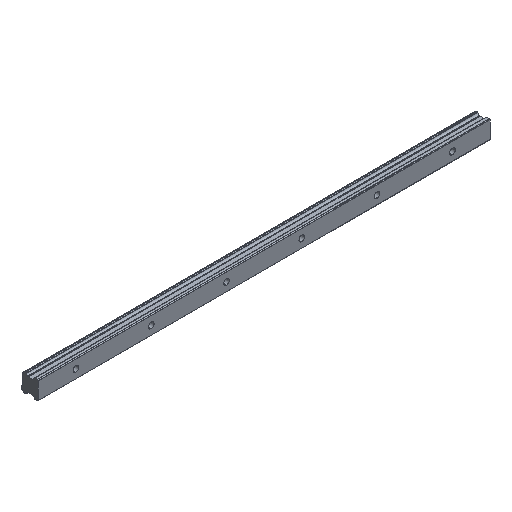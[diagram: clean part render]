
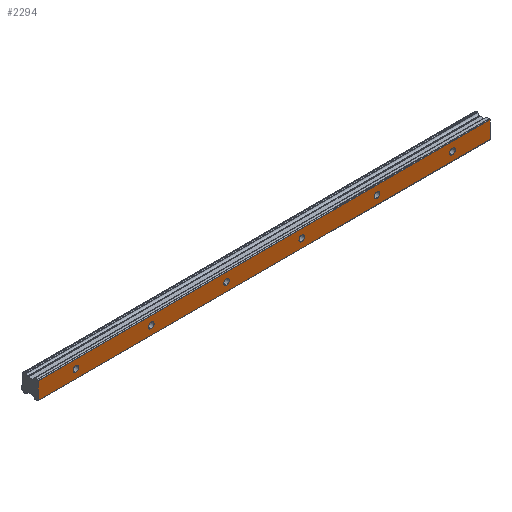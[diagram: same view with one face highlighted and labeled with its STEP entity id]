
A CAD part, isometric view. The second image highlights one B-rep face of the part: STEP entity #2294.
In plain terms, the highlighted planar face has unit normal (0, -1, 0).
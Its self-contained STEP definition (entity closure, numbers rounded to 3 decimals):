
#10 = CARTESIAN_POINT ( 'NONE',  ( 0., 0., 2.25 ) ) ;
#23 = CARTESIAN_POINT ( 'NONE',  ( 240., 0., -2.25 ) ) ;
#28 = VECTOR ( 'NONE', #1017, 1000. ) ;
#55 = ORIENTED_EDGE ( 'NONE', *, *, #1113, .F. ) ;
#64 = EDGE_CURVE ( 'NONE', #2233, #1568, #873, .T. ) ;
#65 = FACE_BOUND ( 'NONE', #1771, .T. ) ;
#71 = CIRCLE ( 'NONE', #703, 2.25 ) ;
#75 = DIRECTION ( 'NONE',  ( 0., -1., 0. ) ) ;
#80 = FACE_BOUND ( 'NONE', #522, .T. ) ;
#90 = DIRECTION ( 'NONE',  ( 0., 0., 1. ) ) ;
#135 = EDGE_CURVE ( 'NONE', #2469, #1713, #247, .T. ) ;
#148 = EDGE_CURVE ( 'NONE', #1965, #637, #341, .T. ) ;
#176 = DIRECTION ( 'NONE',  ( 1., 0., 0. ) ) ;
#187 = EDGE_LOOP ( 'NONE', ( #1635, #2465 ) ) ;
#235 = CARTESIAN_POINT ( 'NONE',  ( 180., 0., 0. ) ) ;
#240 = DIRECTION ( 'NONE',  ( 0., 0., 1. ) ) ;
#246 = VERTEX_POINT ( 'NONE', #506 ) ;
#247 = LINE ( 'NONE', #1054, #28 ) ;
#256 = CARTESIAN_POINT ( 'NONE',  ( 120., 0., 0. ) ) ;
#268 = CIRCLE ( 'NONE', #920, 2.25 ) ;
#270 = DIRECTION ( 'NONE',  ( 0., -1., 0. ) ) ;
#287 = EDGE_CURVE ( 'NONE', #1713, #1037, #2002, .T. ) ;
#293 = DIRECTION ( 'NONE',  ( 0., -1., 0. ) ) ;
#311 = CARTESIAN_POINT ( 'NONE',  ( 330., 0., -6.786 ) ) ;
#341 = CIRCLE ( 'NONE', #1759, 2.25 ) ;
#364 = ORIENTED_EDGE ( 'NONE', *, *, #1235, .F. ) ;
#377 = LINE ( 'NONE', #1702, #2155 ) ;
#389 = VERTEX_POINT ( 'NONE', #1263 ) ;
#437 = DIRECTION ( 'NONE',  ( 0., 0., 1. ) ) ;
#438 = DIRECTION ( 'NONE',  ( 0., 0., 1. ) ) ;
#452 = FACE_BOUND ( 'NONE', #1540, .T. ) ;
#498 = AXIS2_PLACEMENT_3D ( 'NONE', #1338, #977, #772 ) ;
#499 = AXIS2_PLACEMENT_3D ( 'NONE', #1169, #1000, #592 ) ;
#506 = CARTESIAN_POINT ( 'NONE',  ( 180., 0., 2.25 ) ) ;
#516 = CARTESIAN_POINT ( 'NONE',  ( 0., 0., 0. ) ) ;
#519 = EDGE_CURVE ( 'NONE', #998, #1959, #1680, .T. ) ;
#522 = EDGE_LOOP ( 'NONE', ( #1138, #364 ) ) ;
#549 = EDGE_CURVE ( 'NONE', #2196, #389, #1593, .T. ) ;
#554 = VERTEX_POINT ( 'NONE', #1797 ) ;
#567 = DIRECTION ( 'NONE',  ( 0., -1., 0. ) ) ;
#592 = DIRECTION ( 'NONE',  ( 0., 0., 1. ) ) ;
#615 = CARTESIAN_POINT ( 'NONE',  ( -30., 0., 6.786 ) ) ;
#637 = VERTEX_POINT ( 'NONE', #1505 ) ;
#640 = DIRECTION ( 'NONE',  ( 0., 0., 1. ) ) ;
#667 = ORIENTED_EDGE ( 'NONE', *, *, #519, .F. ) ;
#678 = ORIENTED_EDGE ( 'NONE', *, *, #1067, .F. ) ;
#703 = AXIS2_PLACEMENT_3D ( 'NONE', #516, #2219, #90 ) ;
#721 = ORIENTED_EDGE ( 'NONE', *, *, #64, .F. ) ;
#747 = DIRECTION ( 'NONE',  ( 0., -1., 0. ) ) ;
#772 = DIRECTION ( 'NONE',  ( 0., 0., 1. ) ) ;
#807 = CARTESIAN_POINT ( 'NONE',  ( 330., 0., 6.786 ) ) ;
#831 = FACE_BOUND ( 'NONE', #187, .T. ) ;
#848 = FACE_BOUND ( 'NONE', #1623, .T. ) ;
#860 = CARTESIAN_POINT ( 'NONE',  ( 330., 0., 6.786 ) ) ;
#868 = DIRECTION ( 'NONE',  ( 0., -1., 0. ) ) ;
#873 = CIRCLE ( 'NONE', #1922, 2.25 ) ;
#898 = EDGE_CURVE ( 'NONE', #637, #1965, #1155, .T. ) ;
#920 = AXIS2_PLACEMENT_3D ( 'NONE', #1772, #1136, #1905 ) ;
#951 = CARTESIAN_POINT ( 'NONE',  ( 120., 0., -2.25 ) ) ;
#977 = DIRECTION ( 'NONE',  ( 0., -1., 0. ) ) ;
#998 = VERTEX_POINT ( 'NONE', #10 ) ;
#1000 = DIRECTION ( 'NONE',  ( 0., -1., 0. ) ) ;
#1017 = DIRECTION ( 'NONE',  ( -1., 0., 0. ) ) ;
#1030 = AXIS2_PLACEMENT_3D ( 'NONE', #235, #75, #437 ) ;
#1033 = VECTOR ( 'NONE', #640, 1000. ) ;
#1037 = VERTEX_POINT ( 'NONE', #1342 ) ;
#1054 = CARTESIAN_POINT ( 'NONE',  ( 330., 0., -6.786 ) ) ;
#1067 = EDGE_CURVE ( 'NONE', #1457, #2469, #377, .T. ) ;
#1068 = CARTESIAN_POINT ( 'NONE',  ( 240., 0., 0. ) ) ;
#1095 = CARTESIAN_POINT ( 'NONE',  ( 60., 0., 0. ) ) ;
#1107 = VERTEX_POINT ( 'NONE', #23 ) ;
#1113 = EDGE_CURVE ( 'NONE', #1037, #1457, #1555, .T. ) ;
#1119 = VECTOR ( 'NONE', #176, 1000. ) ;
#1136 = DIRECTION ( 'NONE',  ( 0., -1., 0. ) ) ;
#1138 = ORIENTED_EDGE ( 'NONE', *, *, #1828, .F. ) ;
#1155 = CIRCLE ( 'NONE', #1675, 2.25 ) ;
#1169 = CARTESIAN_POINT ( 'NONE',  ( 120., 0., 0. ) ) ;
#1235 = EDGE_CURVE ( 'NONE', #554, #246, #2118, .T. ) ;
#1262 = EDGE_CURVE ( 'NONE', #389, #2196, #1550, .T. ) ;
#1263 = CARTESIAN_POINT ( 'NONE',  ( 120., 0., 2.25 ) ) ;
#1331 = EDGE_CURVE ( 'NONE', #1535, #1107, #1803, .T. ) ;
#1338 = CARTESIAN_POINT ( 'NONE',  ( 240., 0., 0. ) ) ;
#1342 = CARTESIAN_POINT ( 'NONE',  ( -30., 0., 6.786 ) ) ;
#1355 = DIRECTION ( 'NONE',  ( 0., 0., -1. ) ) ;
#1384 = ORIENTED_EDGE ( 'NONE', *, *, #1665, .F. ) ;
#1385 = EDGE_LOOP ( 'NONE', ( #1666, #2381 ) ) ;
#1395 = FACE_BOUND ( 'NONE', #1385, .T. ) ;
#1419 = CARTESIAN_POINT ( 'NONE',  ( 60., 0., -2.25 ) ) ;
#1457 = VERTEX_POINT ( 'NONE', #860 ) ;
#1458 = CARTESIAN_POINT ( 'NONE',  ( 300., 0., -2.25 ) ) ;
#1484 = DIRECTION ( 'NONE',  ( 0., 0., 1. ) ) ;
#1505 = CARTESIAN_POINT ( 'NONE',  ( 60., 0., 2.25 ) ) ;
#1530 = CARTESIAN_POINT ( 'NONE',  ( 0., 0., 0. ) ) ;
#1535 = VERTEX_POINT ( 'NONE', #2284 ) ;
#1540 = EDGE_LOOP ( 'NONE', ( #721, #2358 ) ) ;
#1550 = CIRCLE ( 'NONE', #1883, 2.25 ) ;
#1555 = LINE ( 'NONE', #2337, #1119 ) ;
#1560 = DIRECTION ( 'NONE',  ( 0., 0., 1. ) ) ;
#1568 = VERTEX_POINT ( 'NONE', #1458 ) ;
#1593 = CIRCLE ( 'NONE', #499, 2.25 ) ;
#1595 = AXIS2_PLACEMENT_3D ( 'NONE', #1530, #567, #2110 ) ;
#1602 = ORIENTED_EDGE ( 'NONE', *, *, #148, .F. ) ;
#1609 = PLANE ( 'NONE',  #2384 ) ;
#1623 = EDGE_LOOP ( 'NONE', ( #1659, #1602 ) ) ;
#1635 = ORIENTED_EDGE ( 'NONE', *, *, #1262, .F. ) ;
#1645 = CARTESIAN_POINT ( 'NONE',  ( -30., 0., -6.786 ) ) ;
#1649 = EDGE_CURVE ( 'NONE', #1107, #1535, #2248, .T. ) ;
#1659 = ORIENTED_EDGE ( 'NONE', *, *, #898, .F. ) ;
#1665 = EDGE_CURVE ( 'NONE', #1959, #998, #71, .T. ) ;
#1666 = ORIENTED_EDGE ( 'NONE', *, *, #1331, .F. ) ;
#1670 = DIRECTION ( 'NONE',  ( 0., -1., 0. ) ) ;
#1675 = AXIS2_PLACEMENT_3D ( 'NONE', #1095, #868, #2435 ) ;
#1680 = CIRCLE ( 'NONE', #1595, 2.25 ) ;
#1702 = CARTESIAN_POINT ( 'NONE',  ( 330., 0., 6.786 ) ) ;
#1713 = VERTEX_POINT ( 'NONE', #1645 ) ;
#1719 = CARTESIAN_POINT ( 'NONE',  ( 300., 0., 0. ) ) ;
#1723 = DIRECTION ( 'NONE',  ( 0., 0., 1. ) ) ;
#1759 = AXIS2_PLACEMENT_3D ( 'NONE', #1879, #1670, #1484 ) ;
#1771 = EDGE_LOOP ( 'NONE', ( #667, #1384 ) ) ;
#1772 = CARTESIAN_POINT ( 'NONE',  ( 180., 0., 0. ) ) ;
#1797 = CARTESIAN_POINT ( 'NONE',  ( 180., 0., -2.25 ) ) ;
#1803 = CIRCLE ( 'NONE', #498, 2.25 ) ;
#1804 = CARTESIAN_POINT ( 'NONE',  ( 300., 0., 0. ) ) ;
#1815 = ORIENTED_EDGE ( 'NONE', *, *, #135, .F. ) ;
#1828 = EDGE_CURVE ( 'NONE', #246, #554, #268, .T. ) ;
#1879 = CARTESIAN_POINT ( 'NONE',  ( 60., 0., 0. ) ) ;
#1883 = AXIS2_PLACEMENT_3D ( 'NONE', #256, #747, #1723 ) ;
#1905 = DIRECTION ( 'NONE',  ( 0., 0., 1. ) ) ;
#1910 = DIRECTION ( 'NONE',  ( 0., -1., 0. ) ) ;
#1922 = AXIS2_PLACEMENT_3D ( 'NONE', #1804, #270, #438 ) ;
#1959 = VERTEX_POINT ( 'NONE', #2198 ) ;
#1965 = VERTEX_POINT ( 'NONE', #1419 ) ;
#1974 = CARTESIAN_POINT ( 'NONE',  ( 300., 0., 2.25 ) ) ;
#2002 = LINE ( 'NONE', #615, #1033 ) ;
#2070 = EDGE_LOOP ( 'NONE', ( #1815, #678, #55, #2114 ) ) ;
#2110 = DIRECTION ( 'NONE',  ( 0., 0., 1. ) ) ;
#2114 = ORIENTED_EDGE ( 'NONE', *, *, #287, .F. ) ;
#2118 = CIRCLE ( 'NONE', #1030, 2.25 ) ;
#2155 = VECTOR ( 'NONE', #1355, 1000. ) ;
#2176 = EDGE_CURVE ( 'NONE', #1568, #2233, #2420, .T. ) ;
#2195 = FACE_OUTER_BOUND ( 'NONE', #2070, .T. ) ;
#2196 = VERTEX_POINT ( 'NONE', #951 ) ;
#2198 = CARTESIAN_POINT ( 'NONE',  ( 0., 0., -2.25 ) ) ;
#2219 = DIRECTION ( 'NONE',  ( 0., -1., 0. ) ) ;
#2233 = VERTEX_POINT ( 'NONE', #1974 ) ;
#2248 = CIRCLE ( 'NONE', #2447, 2.25 ) ;
#2284 = CARTESIAN_POINT ( 'NONE',  ( 240., 0., 2.25 ) ) ;
#2294 = ADVANCED_FACE ( 'NONE', ( #2195, #65, #452, #1395, #80, #831, #848 ), #1609, .F. ) ;
#2304 = AXIS2_PLACEMENT_3D ( 'NONE', #1719, #1910, #1560 ) ;
#2337 = CARTESIAN_POINT ( 'NONE',  ( 330., 0., 6.786 ) ) ;
#2355 = DIRECTION ( 'NONE',  ( 0., 1., 0. ) ) ;
#2358 = ORIENTED_EDGE ( 'NONE', *, *, #2176, .F. ) ;
#2381 = ORIENTED_EDGE ( 'NONE', *, *, #1649, .F. ) ;
#2384 = AXIS2_PLACEMENT_3D ( 'NONE', #807, #2355, #240 ) ;
#2420 = CIRCLE ( 'NONE', #2304, 2.25 ) ;
#2433 = DIRECTION ( 'NONE',  ( 0., 0., 1. ) ) ;
#2435 = DIRECTION ( 'NONE',  ( 0., 0., 1. ) ) ;
#2447 = AXIS2_PLACEMENT_3D ( 'NONE', #1068, #293, #2433 ) ;
#2465 = ORIENTED_EDGE ( 'NONE', *, *, #549, .F. ) ;
#2469 = VERTEX_POINT ( 'NONE', #311 ) ;
